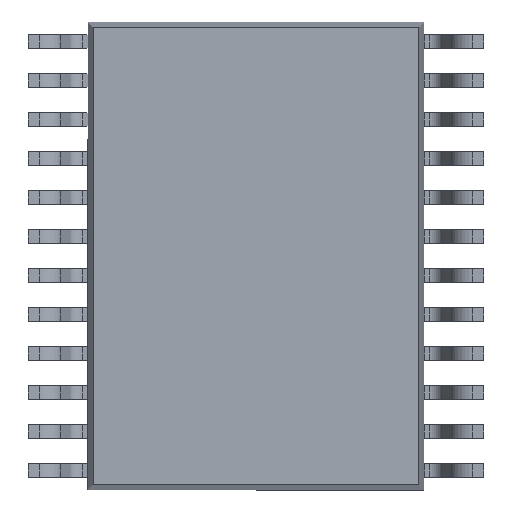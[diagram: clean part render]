
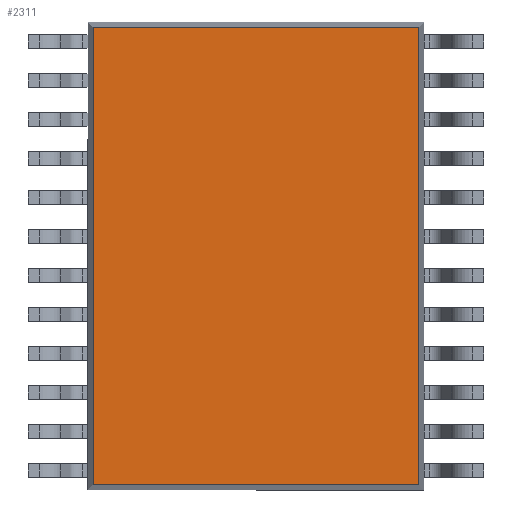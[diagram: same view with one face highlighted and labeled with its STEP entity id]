
A CAD part, front view. The second image highlights one B-rep face of the part: STEP entity #2311.
In plain terms, the highlighted planar face has unit normal (0, -1, 0).
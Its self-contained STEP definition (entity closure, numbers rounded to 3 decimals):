
#355 = ORIENTED_EDGE ( 'NONE', *, *, #10637, .T. ) ;
#502 = ORIENTED_EDGE ( 'NONE', *, *, #2388, .T. ) ;
#1008 = LINE ( 'NONE', #1917, #4910 ) ;
#1265 = DIRECTION ( 'NONE',  ( -1., 0., 0. ) ) ;
#1840 = EDGE_LOOP ( 'NONE', ( #3950, #2159, #355, #502 ) ) ;
#1917 = CARTESIAN_POINT ( 'NONE',  ( 2.8, 0.2, 3.812 ) ) ;
#2159 = ORIENTED_EDGE ( 'NONE', *, *, #6812, .T. ) ;
#2311 = ADVANCED_FACE ( 'NONE', ( #3627 ), #2421, .T. ) ;
#2388 = EDGE_CURVE ( 'NONE', #7051, #10109, #11035, .T. ) ;
#2421 = PLANE ( 'NONE',  #5666 ) ;
#2692 = DIRECTION ( 'NONE',  ( 0., 0., -1. ) ) ;
#3228 = EDGE_CURVE ( 'NONE', #10109, #5106, #8538, .T. ) ;
#3491 = VECTOR ( 'NONE', #9779, 1000. ) ;
#3613 = VECTOR ( 'NONE', #10685, 1000. ) ;
#3627 = FACE_OUTER_BOUND ( 'NONE', #1840, .T. ) ;
#3852 = LINE ( 'NONE', #7832, #3613 ) ;
#3950 = ORIENTED_EDGE ( 'NONE', *, *, #3228, .T. ) ;
#4910 = VECTOR ( 'NONE', #1265, 1000. ) ;
#4941 = VECTOR ( 'NONE', #6673, 1000. ) ;
#5106 = VERTEX_POINT ( 'NONE', #5811 ) ;
#5474 = CARTESIAN_POINT ( 'NONE',  ( -2.712, 0.2, 3.9 ) ) ;
#5666 = AXIS2_PLACEMENT_3D ( 'NONE', #8836, #6182, #2692 ) ;
#5811 = CARTESIAN_POINT ( 'NONE',  ( 2.712, 0.2, -3.812 ) ) ;
#6182 = DIRECTION ( 'NONE',  ( 0., -1., 0. ) ) ;
#6534 = CARTESIAN_POINT ( 'NONE',  ( -2.712, 0.2, 3.812 ) ) ;
#6673 = DIRECTION ( 'NONE',  ( 1., 0., 0. ) ) ;
#6812 = EDGE_CURVE ( 'NONE', #5106, #10574, #3852, .T. ) ;
#7051 = VERTEX_POINT ( 'NONE', #6534 ) ;
#7429 = CARTESIAN_POINT ( 'NONE',  ( -2.712, 0.2, -3.812 ) ) ;
#7832 = CARTESIAN_POINT ( 'NONE',  ( 2.712, 0.2, -3.9 ) ) ;
#8459 = CARTESIAN_POINT ( 'NONE',  ( 2.712, 0.2, 3.812 ) ) ;
#8538 = LINE ( 'NONE', #8962, #4941 ) ;
#8836 = CARTESIAN_POINT ( 'NONE',  ( 0., 0.2, 0. ) ) ;
#8962 = CARTESIAN_POINT ( 'NONE',  ( -2.8, 0.2, -3.812 ) ) ;
#9779 = DIRECTION ( 'NONE',  ( 0., 0., -1. ) ) ;
#10109 = VERTEX_POINT ( 'NONE', #7429 ) ;
#10574 = VERTEX_POINT ( 'NONE', #8459 ) ;
#10637 = EDGE_CURVE ( 'NONE', #10574, #7051, #1008, .T. ) ;
#10685 = DIRECTION ( 'NONE',  ( 0., 0., 1. ) ) ;
#11035 = LINE ( 'NONE', #5474, #3491 ) ;
